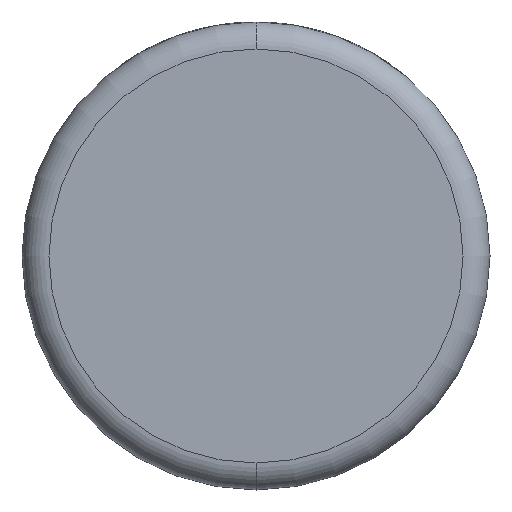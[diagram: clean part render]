
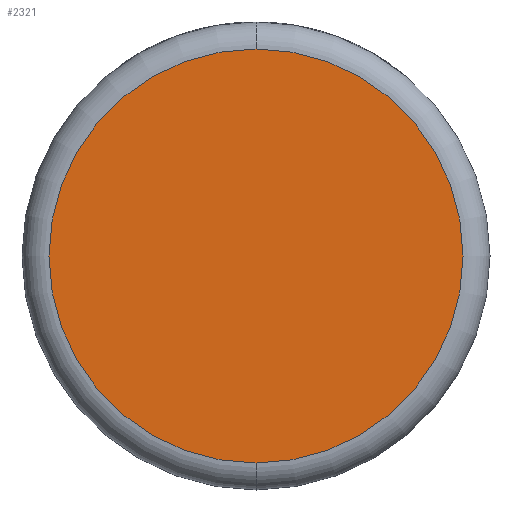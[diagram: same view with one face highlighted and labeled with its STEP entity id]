
A CAD part, front view. The second image highlights one B-rep face of the part: STEP entity #2321.
In plain terms, the highlighted planar face has unit normal (0, -1, 0).
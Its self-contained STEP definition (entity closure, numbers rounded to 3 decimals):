
#31 = VERTEX_POINT ( 'NONE', #1399 ) ;
#229 = DIRECTION ( 'NONE',  ( 0., 0., 1. ) ) ;
#264 = DIRECTION ( 'NONE',  ( 0., 1., 0. ) ) ;
#281 = FACE_OUTER_BOUND ( 'NONE', #2007, .T. ) ;
#476 = EDGE_CURVE ( 'NONE', #2348, #31, #664, .T. ) ;
#590 = CARTESIAN_POINT ( 'NONE',  ( 0., 0., 13.714 ) ) ;
#609 = PLANE ( 'NONE',  #2604 ) ;
#645 = ORIENTED_EDGE ( 'NONE', *, *, #1199, .T. ) ;
#664 = CIRCLE ( 'NONE', #4626, 13.714 ) ;
#1199 = EDGE_CURVE ( 'NONE', #31, #2348, #2288, .T. ) ;
#1321 = ORIENTED_EDGE ( 'NONE', *, *, #476, .T. ) ;
#1395 = CARTESIAN_POINT ( 'NONE',  ( 0., 0., 0. ) ) ;
#1399 = CARTESIAN_POINT ( 'NONE',  ( 0., 0., -13.714 ) ) ;
#1680 = AXIS2_PLACEMENT_3D ( 'NONE', #2209, #4515, #3013 ) ;
#1768 = DIRECTION ( 'NONE',  ( 0., -1., 0. ) ) ;
#2007 = EDGE_LOOP ( 'NONE', ( #1321, #645 ) ) ;
#2108 = CARTESIAN_POINT ( 'NONE',  ( 0., 0., 0. ) ) ;
#2122 = DIRECTION ( 'NONE',  ( 0., 0., 1. ) ) ;
#2209 = CARTESIAN_POINT ( 'NONE',  ( 0., 0., 0. ) ) ;
#2288 = CIRCLE ( 'NONE', #1680, 13.714 ) ;
#2321 = ADVANCED_FACE ( 'NONE', ( #281 ), #609, .F. ) ;
#2348 = VERTEX_POINT ( 'NONE', #590 ) ;
#2604 = AXIS2_PLACEMENT_3D ( 'NONE', #2108, #264, #2122 ) ;
#3013 = DIRECTION ( 'NONE',  ( 0., 0., 1. ) ) ;
#4515 = DIRECTION ( 'NONE',  ( 0., -1., 0. ) ) ;
#4626 = AXIS2_PLACEMENT_3D ( 'NONE', #1395, #1768, #229 ) ;
